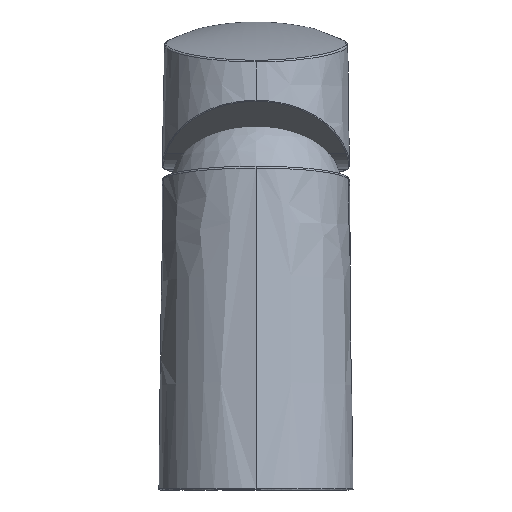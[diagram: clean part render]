
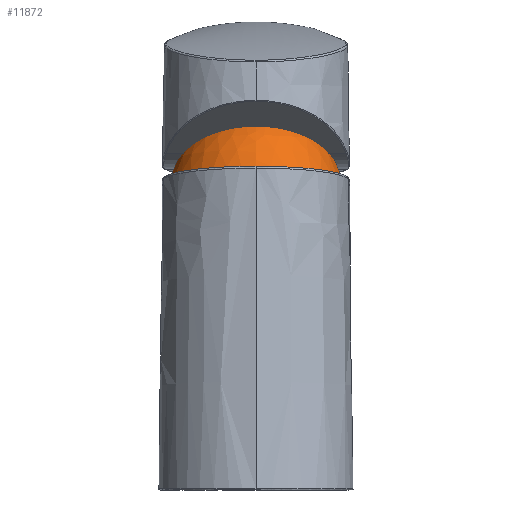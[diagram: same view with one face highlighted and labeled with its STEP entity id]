
A CAD part, left-side view. The second image highlights one B-rep face of the part: STEP entity #11872.
In plain terms, the highlighted spherical face has radius 24.5 mm.
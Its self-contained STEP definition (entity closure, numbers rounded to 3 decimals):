
#157=SPHERICAL_SURFACE('',#15900,24.5);
#258=CIRCLE('',#15901,23.649);
#259=CIRCLE('',#15902,14.963);
#2408=ORIENTED_EDGE('',*,*,#5753,.F.);
#2409=ORIENTED_EDGE('',*,*,#5754,.F.);
#5753=EDGE_CURVE('',#7803,#7803,#258,.T.);
#5754=EDGE_CURVE('',#7804,#7804,#259,.T.);
#7803=VERTEX_POINT('',#24157);
#7804=VERTEX_POINT('',#24159);
#10250=EDGE_LOOP('',(#2408));
#10251=EDGE_LOOP('',(#2409));
#10939=FACE_BOUND('',#10250,.T.);
#10940=FACE_BOUND('',#10251,.T.);
#11872=ADVANCED_FACE('',(#10939,#10940),#157,.T.);
#15900=AXIS2_PLACEMENT_3D('',#24155,#17115,#17116);
#15901=AXIS2_PLACEMENT_3D('',#24156,#17117,#17118);
#15902=AXIS2_PLACEMENT_3D('',#24158,#17119,#17120);
#17115=DIRECTION('',(-0.122,0.,-0.993));
#17116=DIRECTION('',(-0.993,0.,0.122));
#17117=DIRECTION('',(-0.122,0.,-0.993));
#17118=DIRECTION('',(-0.993,0.,0.122));
#17119=DIRECTION('',(0.122,0.,0.993));
#17120=DIRECTION('',(0.993,0.,-0.122));
#24155=CARTESIAN_POINT('',(9.902,0.,80.644));
#24156=CARTESIAN_POINT('',(10.682,0.,86.997));
#24157=CARTESIAN_POINT('',(-12.791,0.,89.879));
#24158=CARTESIAN_POINT('',(12.266,0.,99.9));
#24159=CARTESIAN_POINT('',(27.118,0.,98.076));
